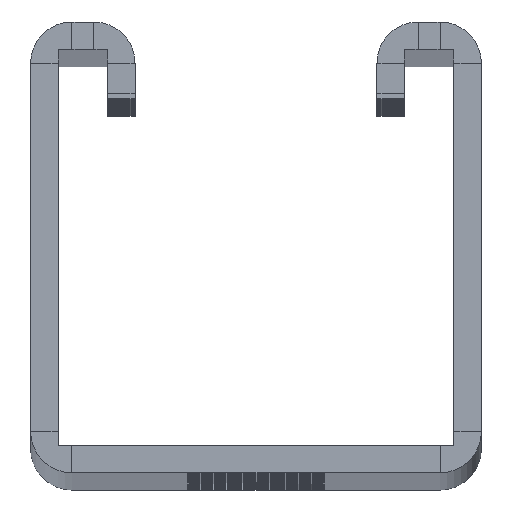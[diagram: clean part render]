
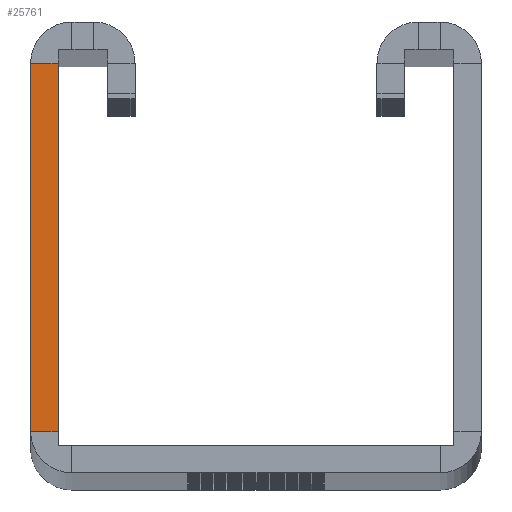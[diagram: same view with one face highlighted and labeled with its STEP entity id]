
A CAD part, top view. The second image highlights one B-rep face of the part: STEP entity #25761.
In plain terms, the highlighted planar face has unit normal (0, 0, 1).
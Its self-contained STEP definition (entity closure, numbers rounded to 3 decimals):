
#3844 = LINE ( 'NONE', #30690, #50826 ) ;
#6387 = PLANE ( 'NONE',  #31067 ) ;
#10132 = CARTESIAN_POINT ( 'NONE',  ( -18., 3.75, 0. ) ) ;
#10708 = LINE ( 'NONE', #26460, #46095 ) ;
#11356 = VERTEX_POINT ( 'NONE', #10132 ) ;
#12059 = CARTESIAN_POINT ( 'NONE',  ( -20.5, 3.75, 0. ) ) ;
#15266 = ORIENTED_EDGE ( 'NONE', *, *, #17627, .T. ) ;
#15888 = DIRECTION ( 'NONE',  ( -1., 0., 0. ) ) ;
#16968 = EDGE_LOOP ( 'NONE', ( #22810, #44223, #15266, #37616 ) ) ;
#17454 = LINE ( 'NONE', #54503, #41261 ) ;
#17627 = EDGE_CURVE ( 'NONE', #11356, #32805, #3844, .T. ) ;
#18565 = DIRECTION ( 'NONE',  ( 1., 0., 0. ) ) ;
#22810 = ORIENTED_EDGE ( 'NONE', *, *, #30114, .F. ) ;
#25446 = CARTESIAN_POINT ( 'NONE',  ( -20.5, 0., 0. ) ) ;
#25761 = ADVANCED_FACE ( 'NONE', ( #35215 ), #6387, .T. ) ;
#25880 = EDGE_CURVE ( 'NONE', #32805, #39710, #17454, .T. ) ;
#26460 = CARTESIAN_POINT ( 'NONE',  ( -20.5, 3.75, 0. ) ) ;
#29824 = DIRECTION ( 'NONE',  ( 0., 1., 0. ) ) ;
#30114 = EDGE_CURVE ( 'NONE', #54729, #39710, #49533, .T. ) ;
#30690 = CARTESIAN_POINT ( 'NONE',  ( -18., 0., 0. ) ) ;
#31067 = AXIS2_PLACEMENT_3D ( 'NONE', #40270, #44624, #18565 ) ;
#32805 = VERTEX_POINT ( 'NONE', #45712 ) ;
#35215 = FACE_OUTER_BOUND ( 'NONE', #16968, .T. ) ;
#37616 = ORIENTED_EDGE ( 'NONE', *, *, #25880, .T. ) ;
#38651 = VECTOR ( 'NONE', #29824, 1000. ) ;
#39710 = VERTEX_POINT ( 'NONE', #40321 ) ;
#40270 = CARTESIAN_POINT ( 'NONE',  ( -16.75, 2.5, 0. ) ) ;
#40321 = CARTESIAN_POINT ( 'NONE',  ( -20.5, 37.25, 0. ) ) ;
#41261 = VECTOR ( 'NONE', #15888, 1000. ) ;
#44046 = EDGE_CURVE ( 'NONE', #54729, #11356, #10708, .T. ) ;
#44223 = ORIENTED_EDGE ( 'NONE', *, *, #44046, .T. ) ;
#44624 = DIRECTION ( 'NONE',  ( 0., 0., 1. ) ) ;
#45712 = CARTESIAN_POINT ( 'NONE',  ( -18., 37.25, 0. ) ) ;
#46095 = VECTOR ( 'NONE', #48510, 1000. ) ;
#48510 = DIRECTION ( 'NONE',  ( 1., 0., 0. ) ) ;
#49533 = LINE ( 'NONE', #25446, #38651 ) ;
#50826 = VECTOR ( 'NONE', #52555, 1000. ) ;
#52555 = DIRECTION ( 'NONE',  ( 0., 1., 0. ) ) ;
#54503 = CARTESIAN_POINT ( 'NONE',  ( -18., 37.25, 0. ) ) ;
#54729 = VERTEX_POINT ( 'NONE', #12059 ) ;
